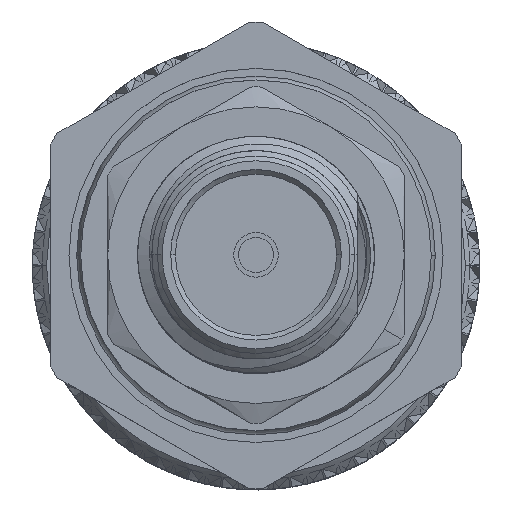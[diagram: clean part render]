
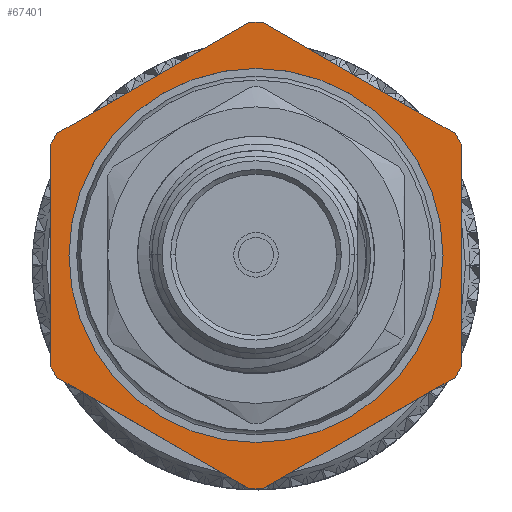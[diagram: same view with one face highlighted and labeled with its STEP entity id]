
A CAD part, top view. The second image highlights one B-rep face of the part: STEP entity #67401.
In plain terms, the highlighted face is planar.
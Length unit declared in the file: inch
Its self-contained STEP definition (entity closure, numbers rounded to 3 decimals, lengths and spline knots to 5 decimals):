
#444 = EDGE_CURVE ( 'NONE', #18648, #73731, #69147, .T. ) ;
#583 = AXIS2_PLACEMENT_3D ( 'NONE', #56042, #28234, #15479 ) ;
#652 = DIRECTION ( 'NONE',  ( 0., 0., -1. ) ) ;
#748 = ORIENTED_EDGE ( 'NONE', *, *, #444, .T. ) ;
#777 = CARTESIAN_POINT ( 'NONE',  ( 0.433, 0.12874, -0.21001 ) ) ;
#1261 = EDGE_CURVE ( 'NONE', #12246, #21190, #65865, .T. ) ;
#2377 = DIRECTION ( 'NONE',  ( 0., 0., -1. ) ) ;
#2490 = DIRECTION ( 'NONE',  ( 0., 0.5, -0.866 ) ) ;
#3229 = ORIENTED_EDGE ( 'NONE', *, *, #6770, .F. ) ;
#4101 = EDGE_CURVE ( 'NONE', #33120, #76624, #11569, .T. ) ;
#4976 = DIRECTION ( 'NONE',  ( -1., 0., 0. ) ) ;
#6070 = CARTESIAN_POINT ( 'NONE',  ( 0.433, 0.12874, 0.21001 ) ) ;
#6543 = ORIENTED_EDGE ( 'NONE', *, *, #1261, .T. ) ;
#6770 = EDGE_CURVE ( 'NONE', #9179, #73731, #16608, .T. ) ;
#7124 = CARTESIAN_POINT ( 'NONE',  ( 0.433, 0., 0. ) ) ;
#7651 = VECTOR ( 'NONE', #17457, 39.37008 ) ;
#9179 = VERTEX_POINT ( 'NONE', #34466 ) ;
#10178 = CARTESIAN_POINT ( 'NONE',  ( 0.433, -0.1175, 0.2165 ) ) ;
#10614 = CARTESIAN_POINT ( 'NONE',  ( 0.433, 0.125, -0.2165 ) ) ;
#11032 = EDGE_CURVE ( 'NONE', #33120, #36766, #69837, .T. ) ;
#11292 = ORIENTED_EDGE ( 'NONE', *, *, #11032, .F. ) ;
#11569 = LINE ( 'NONE', #37036, #25334 ) ;
#12246 = VERTEX_POINT ( 'NONE', #15579 ) ;
#12900 = VERTEX_POINT ( 'NONE', #6070 ) ;
#13339 = DIRECTION ( 'NONE',  ( 0., 0., -1. ) ) ;
#13965 = LINE ( 'NONE', #87274, #80825 ) ;
#15479 = DIRECTION ( 'NONE',  ( 0., 0., -1. ) ) ;
#15579 = CARTESIAN_POINT ( 'NONE',  ( 0.433, 0., -0.19735 ) ) ;
#15814 = DIRECTION ( 'NONE',  ( 0., -0.5, -0.866 ) ) ;
#16083 = CARTESIAN_POINT ( 'NONE',  ( 0.433, -0.24624, -0.00649 ) ) ;
#16188 = CIRCLE ( 'NONE', #65393, 0.24633 ) ;
#16608 = CIRCLE ( 'NONE', #53932, 0.24633 ) ;
#16882 = LINE ( 'NONE', #52405, #68839 ) ;
#17457 = DIRECTION ( 'NONE',  ( 0., -1., 0. ) ) ;
#18061 = CARTESIAN_POINT ( 'NONE',  ( 0.433, -0.12874, 0.21001 ) ) ;
#18648 = VERTEX_POINT ( 'NONE', #25306 ) ;
#19544 = VERTEX_POINT ( 'NONE', #777 ) ;
#19891 = CARTESIAN_POINT ( 'NONE',  ( 0.433, -0.24999, 0. ) ) ;
#20050 = ORIENTED_EDGE ( 'NONE', *, *, #48525, .T. ) ;
#20120 = VERTEX_POINT ( 'NONE', #57766 ) ;
#21190 = VERTEX_POINT ( 'NONE', #70044 ) ;
#22128 = AXIS2_PLACEMENT_3D ( 'NONE', #87060, #81948, #35140 ) ;
#22166 = CARTESIAN_POINT ( 'NONE',  ( 0.433, -0.1175, -0.2165 ) ) ;
#22359 = CARTESIAN_POINT ( 'NONE',  ( 0.433, 0.125, 0.2165 ) ) ;
#23333 = EDGE_CURVE ( 'NONE', #25357, #36766, #36111, .T. ) ;
#24709 = ORIENTED_EDGE ( 'NONE', *, *, #57909, .T. ) ;
#25306 = CARTESIAN_POINT ( 'NONE',  ( 0.433, 0.1175, -0.2165 ) ) ;
#25334 = VECTOR ( 'NONE', #63705, 39.37008 ) ;
#25357 = VERTEX_POINT ( 'NONE', #76717 ) ;
#25692 = ORIENTED_EDGE ( 'NONE', *, *, #23333, .T. ) ;
#26029 = DIRECTION ( 'NONE',  ( 0., 0., -1. ) ) ;
#28234 = DIRECTION ( 'NONE',  ( 1., 0., 0. ) ) ;
#29065 = CARTESIAN_POINT ( 'NONE',  ( 0.433, 0., 0. ) ) ;
#29094 = ORIENTED_EDGE ( 'NONE', *, *, #43555, .T. ) ;
#31723 = CIRCLE ( 'NONE', #79580, 0.24633 ) ;
#32042 = DIRECTION ( 'NONE',  ( 0., -0.5, 0.866 ) ) ;
#32208 = EDGE_LOOP ( 'NONE', ( #6543, #20050 ) ) ;
#33120 = VERTEX_POINT ( 'NONE', #10178 ) ;
#34466 = CARTESIAN_POINT ( 'NONE',  ( 0.433, -0.12874, -0.21001 ) ) ;
#35140 = DIRECTION ( 'NONE',  ( 0., 0., -1. ) ) ;
#35198 = ORIENTED_EDGE ( 'NONE', *, *, #58935, .F. ) ;
#35784 = AXIS2_PLACEMENT_3D ( 'NONE', #29065, #55685, #2377 ) ;
#36111 = LINE ( 'NONE', #19891, #54064 ) ;
#36527 = EDGE_CURVE ( 'NONE', #62330, #20120, #59452, .T. ) ;
#36766 = VERTEX_POINT ( 'NONE', #18061 ) ;
#37036 = CARTESIAN_POINT ( 'NONE',  ( 0.433, -0.125, 0.2165 ) ) ;
#39331 = CARTESIAN_POINT ( 'NONE',  ( 0.433, 0.19735, 0. ) ) ;
#43109 = ORIENTED_EDGE ( 'NONE', *, *, #78473, .F. ) ;
#43555 = EDGE_CURVE ( 'NONE', #12900, #20120, #84736, .T. ) ;
#45137 = ORIENTED_EDGE ( 'NONE', *, *, #54707, .T. ) ;
#45589 = PLANE ( 'NONE',  #75833 ) ;
#46298 = CIRCLE ( 'NONE', #22128, 0.19735 ) ;
#46852 = DIRECTION ( 'NONE',  ( 0., 0.5, 0.866 ) ) ;
#48130 = CARTESIAN_POINT ( 'NONE',  ( 0.433, 0.1175, 0.2165 ) ) ;
#48525 = EDGE_CURVE ( 'NONE', #21190, #12246, #46298, .T. ) ;
#51272 = ORIENTED_EDGE ( 'NONE', *, *, #53680, .F. ) ;
#52340 = DIRECTION ( 'NONE',  ( 0., 0., 1. ) ) ;
#52405 = CARTESIAN_POINT ( 'NONE',  ( 0.433, -0.125, -0.2165 ) ) ;
#53680 = EDGE_CURVE ( 'NONE', #18648, #19544, #16188, .T. ) ;
#53932 = AXIS2_PLACEMENT_3D ( 'NONE', #54500, #75036, #80941 ) ;
#54064 = VECTOR ( 'NONE', #46852, 39.37008 ) ;
#54500 = CARTESIAN_POINT ( 'NONE',  ( 0.433, 0., 0. ) ) ;
#54707 = EDGE_CURVE ( 'NONE', #62330, #19544, #13965, .T. ) ;
#54762 = VERTEX_POINT ( 'NONE', #16083 ) ;
#55075 = AXIS2_PLACEMENT_3D ( 'NONE', #79535, #78944, #66163 ) ;
#55427 = DIRECTION ( 'NONE',  ( 1., 0., 0. ) ) ;
#55685 = DIRECTION ( 'NONE',  ( 1., 0., 0. ) ) ;
#56036 = ORIENTED_EDGE ( 'NONE', *, *, #4101, .T. ) ;
#56042 = CARTESIAN_POINT ( 'NONE',  ( 0.433, 0., 0. ) ) ;
#56374 = ORIENTED_EDGE ( 'NONE', *, *, #36527, .F. ) ;
#57766 = CARTESIAN_POINT ( 'NONE',  ( 0.433, 0.24624, 0.00649 ) ) ;
#57863 = EDGE_LOOP ( 'NONE', ( #35198, #29094, #56374, #45137, #51272, #748, #3229, #24709, #43109, #25692, #11292, #56036 ) ) ;
#57909 = EDGE_CURVE ( 'NONE', #9179, #54762, #16882, .T. ) ;
#58935 = EDGE_CURVE ( 'NONE', #12900, #76624, #31723, .T. ) ;
#59215 = CARTESIAN_POINT ( 'NONE',  ( 0.433, 0., 0. ) ) ;
#59452 = CIRCLE ( 'NONE', #35784, 0.24633 ) ;
#59793 = DIRECTION ( 'NONE',  ( 1., 0., 0. ) ) ;
#61982 = CARTESIAN_POINT ( 'NONE',  ( 0.433, 0., 0. ) ) ;
#62330 = VERTEX_POINT ( 'NONE', #85046 ) ;
#63705 = DIRECTION ( 'NONE',  ( 0., 1., 0. ) ) ;
#63882 = FACE_OUTER_BOUND ( 'NONE', #57863, .T. ) ;
#65393 = AXIS2_PLACEMENT_3D ( 'NONE', #59215, #59793, #26029 ) ;
#65865 = CIRCLE ( 'NONE', #55075, 0.19735 ) ;
#66163 = DIRECTION ( 'NONE',  ( 0., 0., -1. ) ) ;
#67401 = ADVANCED_FACE ( 'NONE', ( #81928, #63882 ), #45589, .T. ) ;
#68774 = AXIS2_PLACEMENT_3D ( 'NONE', #7124, #81795, #13339 ) ;
#68839 = VECTOR ( 'NONE', #32042, 39.37008 ) ;
#69147 = LINE ( 'NONE', #10614, #7651 ) ;
#69837 = CIRCLE ( 'NONE', #68774, 0.24633 ) ;
#70044 = CARTESIAN_POINT ( 'NONE',  ( 0.433, 0., 0.19735 ) ) ;
#73731 = VERTEX_POINT ( 'NONE', #22166 ) ;
#75036 = DIRECTION ( 'NONE',  ( 1., 0., 0. ) ) ;
#75833 = AXIS2_PLACEMENT_3D ( 'NONE', #39331, #4976, #52340 ) ;
#76624 = VERTEX_POINT ( 'NONE', #48130 ) ;
#76717 = CARTESIAN_POINT ( 'NONE',  ( 0.433, -0.24624, 0.00649 ) ) ;
#78473 = EDGE_CURVE ( 'NONE', #25357, #54762, #84869, .T. ) ;
#78944 = DIRECTION ( 'NONE',  ( 1., 0., 0. ) ) ;
#79535 = CARTESIAN_POINT ( 'NONE',  ( 0.433, 0., 0. ) ) ;
#79580 = AXIS2_PLACEMENT_3D ( 'NONE', #61982, #55427, #652 ) ;
#80825 = VECTOR ( 'NONE', #15814, 39.37008 ) ;
#80941 = DIRECTION ( 'NONE',  ( 0., 0., -1. ) ) ;
#81795 = DIRECTION ( 'NONE',  ( 1., 0., 0. ) ) ;
#81928 = FACE_BOUND ( 'NONE', #32208, .T. ) ;
#81948 = DIRECTION ( 'NONE',  ( 1., 0., 0. ) ) ;
#83651 = VECTOR ( 'NONE', #2490, 39.37008 ) ;
#84736 = LINE ( 'NONE', #22359, #83651 ) ;
#84869 = CIRCLE ( 'NONE', #583, 0.24633 ) ;
#85046 = CARTESIAN_POINT ( 'NONE',  ( 0.433, 0.24624, -0.00649 ) ) ;
#87060 = CARTESIAN_POINT ( 'NONE',  ( 0.433, 0., 0. ) ) ;
#87274 = CARTESIAN_POINT ( 'NONE',  ( 0.433, 0.24999, 0. ) ) ;
